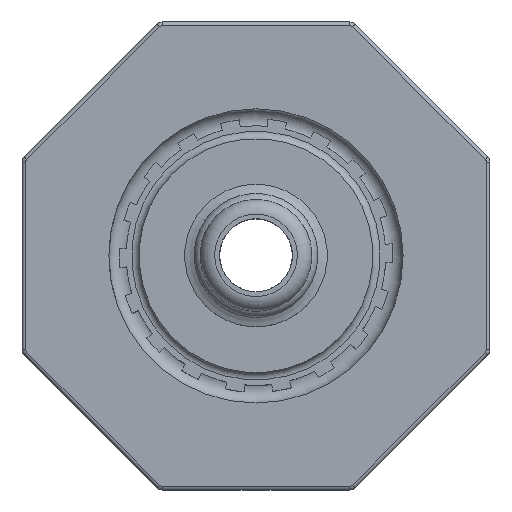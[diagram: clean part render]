
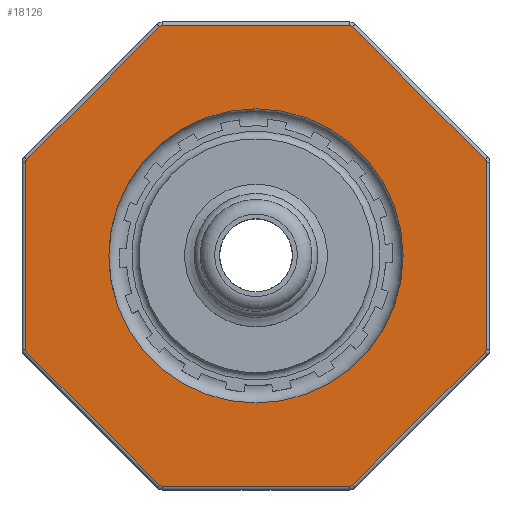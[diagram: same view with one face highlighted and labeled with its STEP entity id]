
A CAD part, top view. The second image highlights one B-rep face of the part: STEP entity #18126.
In plain terms, the highlighted planar face has unit normal (0, 0, 1).
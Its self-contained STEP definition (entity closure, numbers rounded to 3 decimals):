
#120=FACE_BOUND('',#1965,.T.);
#149=PLANE('',#19137);
#970=FACE_OUTER_BOUND('',#1964,.T.);
#1964=EDGE_LOOP('',(#13138,#13139,#13140,#13141,#13142,#13143,#13144,#13145,
#13146,#13147,#13148,#13149,#13150,#13151,#13152,#13153));
#1965=EDGE_LOOP('',(#13154));
#2966=CIRCLE('',#19138,0.5);
#2967=CIRCLE('',#19139,0.5);
#2968=CIRCLE('',#19140,0.5);
#2969=CIRCLE('',#19141,0.5);
#2970=CIRCLE('',#19142,0.5);
#2971=CIRCLE('',#19143,0.5);
#2972=CIRCLE('',#19144,0.5);
#2973=CIRCLE('',#19145,0.5);
#2974=CIRCLE('',#19146,20.125);
#3809=LINE('',#28605,#6180);
#3810=LINE('',#28609,#6181);
#3811=LINE('',#28613,#6182);
#3812=LINE('',#28617,#6183);
#3813=LINE('',#28621,#6184);
#3814=LINE('',#28625,#6185);
#3815=LINE('',#28629,#6186);
#3816=LINE('',#28632,#6187);
#6180=VECTOR('',#20866,1.);
#6181=VECTOR('',#20869,1.);
#6182=VECTOR('',#20872,1.);
#6183=VECTOR('',#20875,1.);
#6184=VECTOR('',#20878,1.);
#6185=VECTOR('',#20881,1.);
#6186=VECTOR('',#20884,1.);
#6187=VECTOR('',#20887,1.);
#8590=VERTEX_POINT('',#28601);
#8591=VERTEX_POINT('',#28602);
#8592=VERTEX_POINT('',#28604);
#8593=VERTEX_POINT('',#28606);
#8594=VERTEX_POINT('',#28608);
#8595=VERTEX_POINT('',#28610);
#8596=VERTEX_POINT('',#28612);
#8597=VERTEX_POINT('',#28614);
#8598=VERTEX_POINT('',#28616);
#8599=VERTEX_POINT('',#28618);
#8600=VERTEX_POINT('',#28620);
#8601=VERTEX_POINT('',#28622);
#8602=VERTEX_POINT('',#28624);
#8603=VERTEX_POINT('',#28626);
#8604=VERTEX_POINT('',#28628);
#8605=VERTEX_POINT('',#28630);
#8606=VERTEX_POINT('',#28633);
#10400=EDGE_CURVE('',#8590,#8591,#2966,.T.);
#10401=EDGE_CURVE('',#8591,#8592,#3809,.T.);
#10402=EDGE_CURVE('',#8592,#8593,#2967,.T.);
#10403=EDGE_CURVE('',#8593,#8594,#3810,.T.);
#10404=EDGE_CURVE('',#8594,#8595,#2968,.T.);
#10405=EDGE_CURVE('',#8595,#8596,#3811,.T.);
#10406=EDGE_CURVE('',#8596,#8597,#2969,.T.);
#10407=EDGE_CURVE('',#8597,#8598,#3812,.T.);
#10408=EDGE_CURVE('',#8598,#8599,#2970,.T.);
#10409=EDGE_CURVE('',#8599,#8600,#3813,.T.);
#10410=EDGE_CURVE('',#8600,#8601,#2971,.T.);
#10411=EDGE_CURVE('',#8601,#8602,#3814,.T.);
#10412=EDGE_CURVE('',#8602,#8603,#2972,.T.);
#10413=EDGE_CURVE('',#8603,#8604,#3815,.T.);
#10414=EDGE_CURVE('',#8604,#8605,#2973,.T.);
#10415=EDGE_CURVE('',#8605,#8590,#3816,.T.);
#10416=EDGE_CURVE('',#8606,#8606,#2974,.T.);
#13138=ORIENTED_EDGE('',*,*,#10400,.T.);
#13139=ORIENTED_EDGE('',*,*,#10401,.T.);
#13140=ORIENTED_EDGE('',*,*,#10402,.T.);
#13141=ORIENTED_EDGE('',*,*,#10403,.T.);
#13142=ORIENTED_EDGE('',*,*,#10404,.T.);
#13143=ORIENTED_EDGE('',*,*,#10405,.T.);
#13144=ORIENTED_EDGE('',*,*,#10406,.T.);
#13145=ORIENTED_EDGE('',*,*,#10407,.T.);
#13146=ORIENTED_EDGE('',*,*,#10408,.T.);
#13147=ORIENTED_EDGE('',*,*,#10409,.T.);
#13148=ORIENTED_EDGE('',*,*,#10410,.T.);
#13149=ORIENTED_EDGE('',*,*,#10411,.T.);
#13150=ORIENTED_EDGE('',*,*,#10412,.T.);
#13151=ORIENTED_EDGE('',*,*,#10413,.T.);
#13152=ORIENTED_EDGE('',*,*,#10414,.T.);
#13153=ORIENTED_EDGE('',*,*,#10415,.T.);
#13154=ORIENTED_EDGE('',*,*,#10416,.T.);
#18126=ADVANCED_FACE('',(#970,#120),#149,.T.);
#19137=AXIS2_PLACEMENT_3D('',#28600,#20862,#20863);
#19138=AXIS2_PLACEMENT_3D('',#28603,#20864,#20865);
#19139=AXIS2_PLACEMENT_3D('',#28607,#20867,#20868);
#19140=AXIS2_PLACEMENT_3D('',#28611,#20870,#20871);
#19141=AXIS2_PLACEMENT_3D('',#28615,#20873,#20874);
#19142=AXIS2_PLACEMENT_3D('',#28619,#20876,#20877);
#19143=AXIS2_PLACEMENT_3D('',#28623,#20879,#20880);
#19144=AXIS2_PLACEMENT_3D('',#28627,#20882,#20883);
#19145=AXIS2_PLACEMENT_3D('',#28631,#20885,#20886);
#19146=AXIS2_PLACEMENT_3D('',#28634,#20888,#20889);
#20862=DIRECTION('center_axis',(0.,0.,1.));
#20863=DIRECTION('ref_axis',(0.,-1.,0.));
#20864=DIRECTION('center_axis',(0.,0.,1.));
#20865=DIRECTION('ref_axis',(0.,-1.,0.));
#20866=DIRECTION('',(-1.,0.,0.));
#20867=DIRECTION('center_axis',(0.,0.,1.));
#20868=DIRECTION('ref_axis',(0.,-1.,0.));
#20869=DIRECTION('',(-0.707,-0.707,0.));
#20870=DIRECTION('center_axis',(0.,0.,1.));
#20871=DIRECTION('ref_axis',(0.,-1.,0.));
#20872=DIRECTION('',(0.,-1.,0.));
#20873=DIRECTION('center_axis',(0.,0.,1.));
#20874=DIRECTION('ref_axis',(0.,-1.,0.));
#20875=DIRECTION('',(0.707,-0.707,0.));
#20876=DIRECTION('center_axis',(0.,0.,1.));
#20877=DIRECTION('ref_axis',(0.,-1.,0.));
#20878=DIRECTION('',(1.,0.,0.));
#20879=DIRECTION('center_axis',(0.,0.,1.));
#20880=DIRECTION('ref_axis',(0.,-1.,0.));
#20881=DIRECTION('',(0.707,0.707,0.));
#20882=DIRECTION('center_axis',(0.,0.,1.));
#20883=DIRECTION('ref_axis',(0.,-1.,0.));
#20884=DIRECTION('',(0.,1.,0.));
#20885=DIRECTION('center_axis',(0.,0.,1.));
#20886=DIRECTION('ref_axis',(0.,-1.,0.));
#20887=DIRECTION('',(-0.707,0.707,0.));
#20888=DIRECTION('center_axis',(0.,0.,-1.));
#20889=DIRECTION('ref_axis',(-1.,0.,0.));
#28600=CARTESIAN_POINT('Origin',(-395.5,555.,50.));
#28601=CARTESIAN_POINT('',(13.194,31.354,50.));
#28602=CARTESIAN_POINT('',(12.841,31.5,50.));
#28603=CARTESIAN_POINT('Origin',(12.841,31.,50.));
#28604=CARTESIAN_POINT('',(-12.841,31.5,50.));
#28605=CARTESIAN_POINT('',(-395.5,31.5,50.));
#28606=CARTESIAN_POINT('',(-13.194,31.354,50.));
#28607=CARTESIAN_POINT('Origin',(-12.841,31.,50.));
#28608=CARTESIAN_POINT('',(-31.354,13.194,50.));
#28609=CARTESIAN_POINT('',(57.476,102.024,50.));
#28610=CARTESIAN_POINT('',(-31.5,12.841,50.));
#28611=CARTESIAN_POINT('Origin',(-31.,12.841,50.));
#28612=CARTESIAN_POINT('',(-31.5,-12.841,50.));
#28613=CARTESIAN_POINT('',(-31.5,555.,50.));
#28614=CARTESIAN_POINT('',(-31.354,-13.194,50.));
#28615=CARTESIAN_POINT('Origin',(-31.,-12.841,50.));
#28616=CARTESIAN_POINT('',(-13.194,-31.354,50.));
#28617=CARTESIAN_POINT('',(-497.524,452.976,50.));
#28618=CARTESIAN_POINT('',(-12.841,-31.5,50.));
#28619=CARTESIAN_POINT('Origin',(-12.841,-31.,50.));
#28620=CARTESIAN_POINT('',(12.841,-31.5,50.));
#28621=CARTESIAN_POINT('',(-395.5,-31.5,50.));
#28622=CARTESIAN_POINT('',(13.194,-31.354,50.));
#28623=CARTESIAN_POINT('Origin',(12.841,-31.,50.));
#28624=CARTESIAN_POINT('',(31.354,-13.194,50.));
#28625=CARTESIAN_POINT('',(102.024,57.476,50.));
#28626=CARTESIAN_POINT('',(31.5,-12.841,50.));
#28627=CARTESIAN_POINT('Origin',(31.,-12.841,50.));
#28628=CARTESIAN_POINT('',(31.5,12.841,50.));
#28629=CARTESIAN_POINT('',(31.5,555.,50.));
#28630=CARTESIAN_POINT('',(31.354,13.194,50.));
#28631=CARTESIAN_POINT('Origin',(31.,12.841,50.));
#28632=CARTESIAN_POINT('',(-452.976,497.524,50.));
#28633=CARTESIAN_POINT('',(-20.125,0.,50.));
#28634=CARTESIAN_POINT('Origin',(0.,0.,50.));
